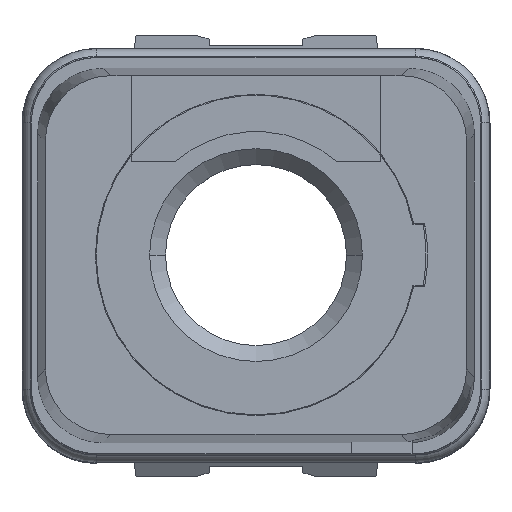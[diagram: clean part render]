
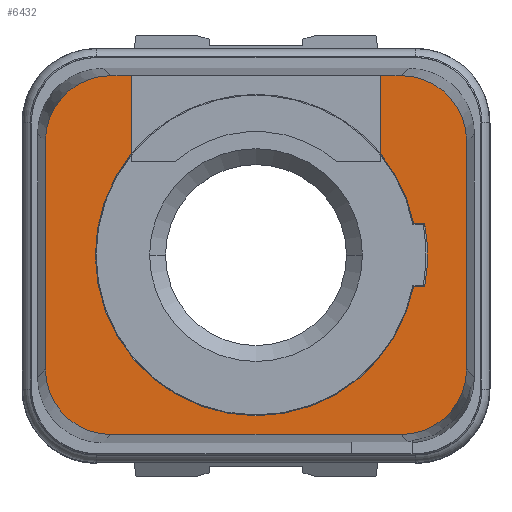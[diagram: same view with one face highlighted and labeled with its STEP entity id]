
A CAD part, top view. The second image highlights one B-rep face of the part: STEP entity #6432.
In plain terms, the highlighted planar face has unit normal (0, 0, 1).
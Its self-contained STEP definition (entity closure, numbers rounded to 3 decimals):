
#117=DIRECTION('',(0.,-1.,0.));
#118=VECTOR('',#117,2.506);
#119=CARTESIAN_POINT('',(-4.,5.75,10.12));
#120=LINE('',#119,#118);
#121=CARTESIAN_POINT('',(0.,0.,10.12));
#122=DIRECTION('',(0.,0.,1.));
#123=DIRECTION('',(-0.777,0.63,0.));
#124=AXIS2_PLACEMENT_3D('',#121,#122,#123);
#126=CARTESIAN_POINT('',(0.,0.,10.12));
#127=DIRECTION('',(0.,0.,1.));
#128=DIRECTION('',(0.,-1.,0.));
#129=AXIS2_PLACEMENT_3D('',#126,#127,#128);
#131=DIRECTION('',(1.,0.,0.));
#132=VECTOR('',#131,0.356);
#133=CARTESIAN_POINT('',(5.052,-1.,10.12));
#134=LINE('',#133,#132);
#135=CARTESIAN_POINT('',(0.,0.,10.12));
#136=DIRECTION('',(0.,0.,1.));
#137=DIRECTION('',(0.983,-0.182,0.));
#138=AXIS2_PLACEMENT_3D('',#135,#136,#137);
#140=DIRECTION('',(-1.,0.,0.));
#141=VECTOR('',#140,0.356);
#142=CARTESIAN_POINT('',(5.408,1.,10.12));
#143=LINE('',#142,#141);
#144=CARTESIAN_POINT('',(0.,0.,10.12));
#145=DIRECTION('',(0.,0.,1.));
#146=DIRECTION('',(0.981,0.194,0.));
#147=AXIS2_PLACEMENT_3D('',#144,#145,#146);
#149=DIRECTION('',(0.,-1.,0.));
#150=VECTOR('',#149,2.506);
#151=CARTESIAN_POINT('',(4.,5.75,10.12));
#152=LINE('',#151,#150);
#153=DIRECTION('',(-1.,0.,0.));
#154=VECTOR('',#153,0.65);
#155=CARTESIAN_POINT('',(4.65,5.75,10.12));
#156=LINE('',#155,#154);
#157=CARTESIAN_POINT('',(4.65,3.65,10.12));
#158=DIRECTION('',(0.,0.,1.));
#159=DIRECTION('',(1.,0.,0.));
#160=AXIS2_PLACEMENT_3D('',#157,#158,#159);
#162=DIRECTION('',(0.,1.,0.));
#163=VECTOR('',#162,7.3);
#164=CARTESIAN_POINT('',(6.75,-3.65,10.12));
#165=LINE('',#164,#163);
#166=CARTESIAN_POINT('',(4.65,-3.65,10.12));
#167=DIRECTION('',(0.,0.,1.));
#168=DIRECTION('',(0.,-1.,0.));
#169=AXIS2_PLACEMENT_3D('',#166,#167,#168);
#171=DIRECTION('',(1.,0.,0.));
#172=VECTOR('',#171,9.3);
#173=CARTESIAN_POINT('',(-4.65,-5.75,10.12));
#174=LINE('',#173,#172);
#175=CARTESIAN_POINT('',(-4.65,-3.65,10.12));
#176=DIRECTION('',(0.,0.,1.));
#177=DIRECTION('',(-1.,0.,0.));
#178=AXIS2_PLACEMENT_3D('',#175,#176,#177);
#180=DIRECTION('',(0.,-1.,0.));
#181=VECTOR('',#180,7.3);
#182=CARTESIAN_POINT('',(-6.75,3.65,10.12));
#183=LINE('',#182,#181);
#184=CARTESIAN_POINT('',(-4.65,3.65,10.12));
#185=DIRECTION('',(0.,0.,1.));
#186=DIRECTION('',(0.,1.,0.));
#187=AXIS2_PLACEMENT_3D('',#184,#185,#186);
#189=DIRECTION('',(-1.,0.,0.));
#190=VECTOR('',#189,0.65);
#191=CARTESIAN_POINT('',(-4.,5.75,10.12));
#192=LINE('',#191,#190);
#5142=CARTESIAN_POINT('',(-6.75,3.65,10.12));
#5143=CARTESIAN_POINT('',(-6.75,-3.65,10.12));
#5144=VERTEX_POINT('',#5142);
#5145=VERTEX_POINT('',#5143);
#5146=CARTESIAN_POINT('',(-4.65,-5.75,10.12));
#5147=VERTEX_POINT('',#5146);
#5148=CARTESIAN_POINT('',(4.65,-5.75,10.12));
#5149=VERTEX_POINT('',#5148);
#5150=CARTESIAN_POINT('',(6.75,-3.65,10.12));
#5151=VERTEX_POINT('',#5150);
#5152=CARTESIAN_POINT('',(6.75,3.65,10.12));
#5153=VERTEX_POINT('',#5152);
#5154=CARTESIAN_POINT('',(4.65,5.75,10.12));
#5155=VERTEX_POINT('',#5154);
#5156=CARTESIAN_POINT('',(-4.65,5.75,10.12));
#5157=VERTEX_POINT('',#5156);
#5496=CARTESIAN_POINT('',(5.052,-1.,10.12));
#5497=CARTESIAN_POINT('',(5.408,-1.,10.12));
#5498=VERTEX_POINT('',#5496);
#5499=VERTEX_POINT('',#5497);
#5500=CARTESIAN_POINT('',(5.408,1.,10.12));
#5501=VERTEX_POINT('',#5500);
#5502=CARTESIAN_POINT('',(5.052,1.,10.12));
#5503=VERTEX_POINT('',#5502);
#5508=CARTESIAN_POINT('',(0.,-5.15,10.12));
#5509=VERTEX_POINT('',#5508);
#6187=CARTESIAN_POINT('',(-4.,5.75,10.12));
#6188=CARTESIAN_POINT('',(-4.,3.244,10.12));
#6189=VERTEX_POINT('',#6187);
#6190=VERTEX_POINT('',#6188);
#6191=CARTESIAN_POINT('',(4.,5.75,10.12));
#6192=CARTESIAN_POINT('',(4.,3.244,10.12));
#6193=VERTEX_POINT('',#6191);
#6194=VERTEX_POINT('',#6192);
#6393=CARTESIAN_POINT('',(0.,0.,10.12));
#6394=DIRECTION('',(0.,0.,1.));
#6395=DIRECTION('',(1.,0.,0.));
#6396=AXIS2_PLACEMENT_3D('',#6393,#6394,#6395);
#6397=PLANE('',#6396);
#6399=ORIENTED_EDGE('',*,*,#6398,.T.);
#6401=ORIENTED_EDGE('',*,*,#6400,.T.);
#6403=ORIENTED_EDGE('',*,*,#6402,.T.);
#6405=ORIENTED_EDGE('',*,*,#6404,.T.);
#6407=ORIENTED_EDGE('',*,*,#6406,.T.);
#6409=ORIENTED_EDGE('',*,*,#6408,.T.);
#6411=ORIENTED_EDGE('',*,*,#6410,.T.);
#6413=ORIENTED_EDGE('',*,*,#6412,.F.);
#6415=ORIENTED_EDGE('',*,*,#6414,.F.);
#6417=ORIENTED_EDGE('',*,*,#6416,.F.);
#6419=ORIENTED_EDGE('',*,*,#6418,.F.);
#6420=ORIENTED_EDGE('',*,*,#6385,.F.);
#6421=ORIENTED_EDGE('',*,*,#6316,.F.);
#6423=ORIENTED_EDGE('',*,*,#6422,.F.);
#6425=ORIENTED_EDGE('',*,*,#6424,.F.);
#6427=ORIENTED_EDGE('',*,*,#6426,.F.);
#6429=ORIENTED_EDGE('',*,*,#6428,.F.);
#6430=EDGE_LOOP('',(#6399,#6401,#6403,#6405,#6407,#6409,#6411,#6413,#6415,#6417,
#6419,#6420,#6421,#6423,#6425,#6427,#6429));
#6431=FACE_OUTER_BOUND('',#6430,.F.);
#6432=ADVANCED_FACE('',(#6431),#6397,.T.);
#125=CIRCLE('',#124,5.15);
#130=CIRCLE('',#129,5.15);
#139=CIRCLE('',#138,5.5);
#148=CIRCLE('',#147,5.15);
#161=CIRCLE('',#160,2.1);
#170=CIRCLE('',#169,2.1);
#179=CIRCLE('',#178,2.1);
#188=CIRCLE('',#187,2.1);
#6316=EDGE_CURVE('',#5147,#5149,#174,.T.);
#6385=EDGE_CURVE('',#5149,#5151,#170,.T.);
#6398=EDGE_CURVE('',#6189,#6190,#120,.T.);
#6400=EDGE_CURVE('',#6190,#5509,#125,.T.);
#6402=EDGE_CURVE('',#5509,#5498,#130,.T.);
#6404=EDGE_CURVE('',#5498,#5499,#134,.T.);
#6406=EDGE_CURVE('',#5499,#5501,#139,.T.);
#6408=EDGE_CURVE('',#5501,#5503,#143,.T.);
#6410=EDGE_CURVE('',#5503,#6194,#148,.T.);
#6412=EDGE_CURVE('',#6193,#6194,#152,.T.);
#6414=EDGE_CURVE('',#5155,#6193,#156,.T.);
#6416=EDGE_CURVE('',#5153,#5155,#161,.T.);
#6418=EDGE_CURVE('',#5151,#5153,#165,.T.);
#6422=EDGE_CURVE('',#5145,#5147,#179,.T.);
#6424=EDGE_CURVE('',#5144,#5145,#183,.T.);
#6426=EDGE_CURVE('',#5157,#5144,#188,.T.);
#6428=EDGE_CURVE('',#6189,#5157,#192,.T.);
